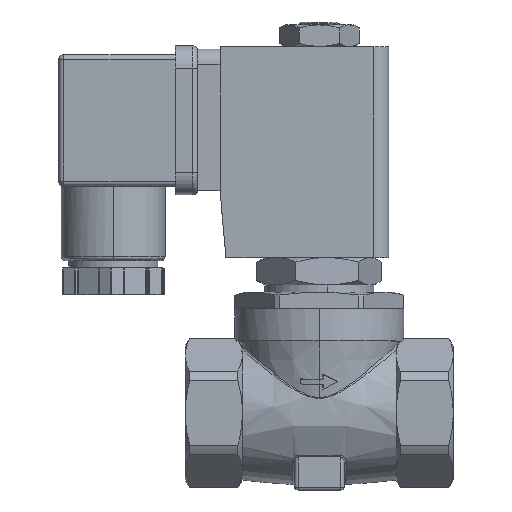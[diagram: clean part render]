
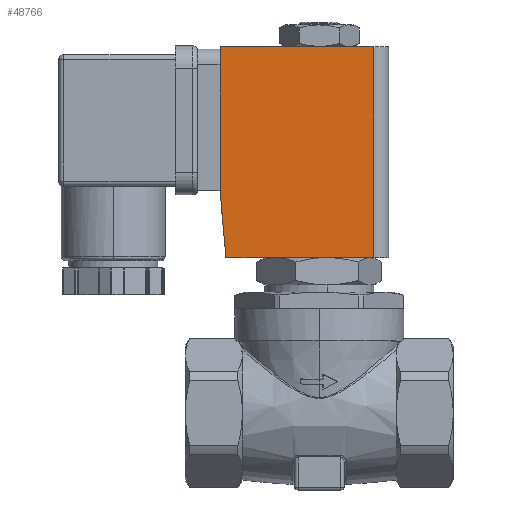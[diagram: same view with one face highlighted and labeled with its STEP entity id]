
A CAD part, top view. The second image highlights one B-rep face of the part: STEP entity #48766.
In plain terms, the highlighted face is planar.
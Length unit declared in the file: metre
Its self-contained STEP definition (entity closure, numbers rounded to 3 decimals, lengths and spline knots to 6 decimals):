
#974 = CARTESIAN_POINT ( 'NONE',  ( -0.017, -0.0145, 0.0425 ) ) ;
#3141 = DIRECTION ( 'NONE',  ( 0., 0., -1. ) ) ;
#3937 = EDGE_CURVE ( 'NONE', #33467, #32388, #41152, .T. ) ;
#7703 = VECTOR ( 'NONE', #27326, 1. ) ;
#8895 = VERTEX_POINT ( 'NONE', #38172 ) ;
#9231 = FACE_OUTER_BOUND ( 'NONE', #29371, .T. ) ;
#10627 = LINE ( 'NONE', #26231, #42713 ) ;
#11080 = EDGE_CURVE ( 'NONE', #32388, #22772, #13556, .T. ) ;
#11626 = EDGE_CURVE ( 'NONE', #22772, #8895, #10627, .T. ) ;
#12786 = DIRECTION ( 'NONE',  ( -1., 0., 0. ) ) ;
#13245 = DIRECTION ( 'NONE',  ( 0., 0., 1. ) ) ;
#13556 = LINE ( 'NONE', #29148, #18141 ) ;
#13756 = CARTESIAN_POINT ( 'NONE',  ( -0.017, -0.0145, 0.0425 ) ) ;
#15164 = CARTESIAN_POINT ( 'NONE',  ( 0.014, -0.0145, 0.0425 ) ) ;
#16614 = DIRECTION ( 'NONE',  ( 0., 1., 0. ) ) ;
#17897 = AXIS2_PLACEMENT_3D ( 'NONE', #32764, #16614, #12786 ) ;
#18141 = VECTOR ( 'NONE', #44795, 1. ) ;
#18617 = VERTEX_POINT ( 'NONE', #30239 ) ;
#19350 = LINE ( 'NONE', #34964, #7703 ) ;
#21898 = CARTESIAN_POINT ( 'NONE',  ( -0.017, -0.0145, 0.0135 ) ) ;
#22772 = VERTEX_POINT ( 'NONE', #15164 ) ;
#24199 = ORIENTED_EDGE ( 'NONE', *, *, #11080, .F. ) ;
#25667 = VECTOR ( 'NONE', #36015, 1. ) ;
#26231 = CARTESIAN_POINT ( 'NONE',  ( 0.014, -0.0145, 0.0425 ) ) ;
#27326 = DIRECTION ( 'NONE',  ( -0.087, 0., 0.996 ) ) ;
#29148 = CARTESIAN_POINT ( 'NONE',  ( -0.017, -0.0145, 0.0425 ) ) ;
#29183 = ORIENTED_EDGE ( 'NONE', *, *, #11626, .F. ) ;
#29371 = EDGE_LOOP ( 'NONE', ( #42148, #47508, #29183, #24199, #50497 ) ) ;
#30239 = CARTESIAN_POINT ( 'NONE',  ( -0.015819, -0.0145, 0. ) ) ;
#30460 = EDGE_CURVE ( 'NONE', #8895, #18617, #39328, .T. ) ;
#31901 = CARTESIAN_POINT ( 'NONE',  ( -0.017, -0.0145, 0. ) ) ;
#32388 = VERTEX_POINT ( 'NONE', #974 ) ;
#32764 = CARTESIAN_POINT ( 'NONE',  ( -0.017, -0.0145, 0.0425 ) ) ;
#33467 = VERTEX_POINT ( 'NONE', #21898 ) ;
#33592 = EDGE_CURVE ( 'NONE', #18617, #33467, #19350, .T. ) ;
#34964 = CARTESIAN_POINT ( 'NONE',  ( -0.015819, -0.0145, 0. ) ) ;
#36015 = DIRECTION ( 'NONE',  ( -1., 0., 0. ) ) ;
#38172 = CARTESIAN_POINT ( 'NONE',  ( 0.014, -0.0145, 0. ) ) ;
#38976 = VECTOR ( 'NONE', #13245, 1. ) ;
#39328 = LINE ( 'NONE', #31901, #25667 ) ;
#39917 = PLANE ( 'NONE',  #17897 ) ;
#41152 = LINE ( 'NONE', #13756, #38976 ) ;
#42148 = ORIENTED_EDGE ( 'NONE', *, *, #33592, .F. ) ;
#42713 = VECTOR ( 'NONE', #3141, 1. ) ;
#44795 = DIRECTION ( 'NONE',  ( 1., 0., 0. ) ) ;
#47508 = ORIENTED_EDGE ( 'NONE', *, *, #30460, .F. ) ;
#48766 = ADVANCED_FACE ( 'NONE', ( #9231 ), #39917, .F. ) ;
#50497 = ORIENTED_EDGE ( 'NONE', *, *, #3937, .F. ) ;
